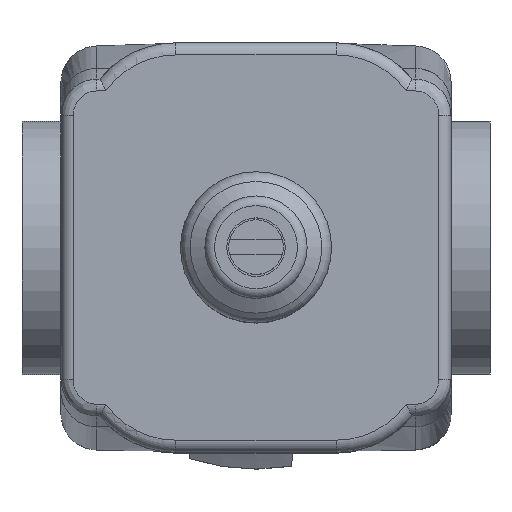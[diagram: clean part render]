
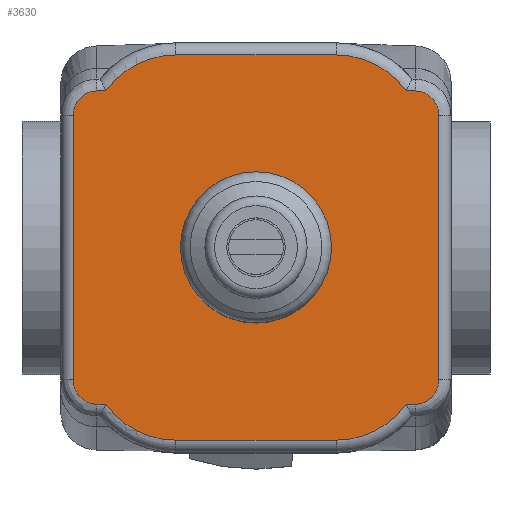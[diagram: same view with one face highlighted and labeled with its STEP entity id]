
A CAD part, top view. The second image highlights one B-rep face of the part: STEP entity #3630.
In plain terms, the highlighted planar face has unit normal (0, 0, 1).
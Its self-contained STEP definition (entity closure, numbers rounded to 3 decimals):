
#2587=CARTESIAN_POINT('',(8.25,19.75,27.5));
#2588=VERTEX_POINT('',#2587);
#2596=CARTESIAN_POINT('',(15.388,16.061,27.5));
#2597=VERTEX_POINT('',#2596);
#2598=CARTESIAN_POINT('',(8.25,11.,27.5));
#2599=DIRECTION('',(0.0,0.0,-1.));
#2600=DIRECTION('',(0.447,0.894,0.0));
#2601=AXIS2_PLACEMENT_3D('',#2598,#2599,#2600);
#2602=CIRCLE('',#2601,8.75);
#2603=EDGE_CURVE('',#2588,#2597,#2602,.T.);
#2637=CARTESIAN_POINT('',(16.35,16.061,27.5));
#2638=VERTEX_POINT('',#2637);
#2639=CARTESIAN_POINT('',(15.388,16.061,27.5));
#2640=DIRECTION('',(1.0,0.0,0.0));
#2641=VECTOR('',#2640,0.962);
#2642=LINE('',#2639,#2641);
#2643=EDGE_CURVE('',#2597,#2638,#2642,.T.);
#2671=CARTESIAN_POINT('',(-16.35,16.061,27.5));
#2672=VERTEX_POINT('',#2671);
#2680=CARTESIAN_POINT('',(-15.388,16.061,27.5));
#2681=VERTEX_POINT('',#2680);
#2682=CARTESIAN_POINT('',(-16.35,16.061,27.5));
#2683=DIRECTION('',(1.0,0.0,0.0));
#2684=VECTOR('',#2683,0.962);
#2685=LINE('',#2682,#2684);
#2686=EDGE_CURVE('',#2672,#2681,#2685,.T.);
#2719=CARTESIAN_POINT('',(-8.25,19.75,27.5));
#2720=VERTEX_POINT('',#2719);
#2721=CARTESIAN_POINT('',(-8.25,11.,27.5));
#2722=DIRECTION('',(0.0,0.0,-1.));
#2723=DIRECTION('',(-0.447,0.894,0.0));
#2724=AXIS2_PLACEMENT_3D('',#2721,#2722,#2723);
#2725=CIRCLE('',#2724,8.75);
#2726=EDGE_CURVE('',#2681,#2720,#2725,.T.);
#2762=CARTESIAN_POINT('',(-8.25,19.75,27.5));
#2763=DIRECTION('',(1.0,0.0,0.0));
#2764=VECTOR('',#2763,16.5);
#2765=LINE('',#2762,#2764);
#2766=EDGE_CURVE('',#2720,#2588,#2765,.T.);
#2779=CARTESIAN_POINT('',(7.75,0.0,27.5));
#2780=VERTEX_POINT('',#2779);
#2781=CARTESIAN_POINT('',(0.0,0.0,27.5));
#2782=DIRECTION('',(0.0,0.0,-1.0));
#2783=DIRECTION('',(1.0,0.0,0.0));
#2784=AXIS2_PLACEMENT_3D('',#2781,#2782,#2783);
#2785=CIRCLE('',#2784,7.75);
#2786=EDGE_CURVE('',#2780,#2780,#2785,.T.);
#2948=CARTESIAN_POINT('',(16.35,-16.061,27.5));
#2949=VERTEX_POINT('',#2948);
#2968=CARTESIAN_POINT('',(18.75,-13.562,27.5));
#2969=VERTEX_POINT('',#2968);
#2977=CARTESIAN_POINT('',(18.75,-13.562,27.5));
#2978=CARTESIAN_POINT('',(18.75,-14.109,27.5));
#2979=CARTESIAN_POINT('',(18.453,-15.024,27.5));
#2980=CARTESIAN_POINT('',(17.449,-15.882,27.5));
#2981=CARTESIAN_POINT('',(16.715,-16.061,27.5));
#2982=CARTESIAN_POINT('',(16.35,-16.061,27.5));
#2983=B_SPLINE_CURVE_WITH_KNOTS('',3,(#2977,#2978,#2979,#2980,#2981,#2982),.UNSPECIFIED.,.F.,.U.,(4,1,1,4),(0.0,0.164,0.274,0.383),.UNSPECIFIED.);
#2984=EDGE_CURVE('',#2969,#2949,#2983,.T.);
#3017=CARTESIAN_POINT('',(18.75,13.562,27.5));
#3018=VERTEX_POINT('',#3017);
#3035=CARTESIAN_POINT('',(16.35,16.061,27.5));
#3036=CARTESIAN_POINT('',(16.896,16.061,27.5));
#3037=CARTESIAN_POINT('',(18.18,15.577,27.5));
#3038=CARTESIAN_POINT('',(18.75,14.29,27.5));
#3039=CARTESIAN_POINT('',(18.75,13.562,27.5));
#3040=B_SPLINE_CURVE_WITH_KNOTS('',3,(#3035,#3036,#3037,#3038,#3039),.UNSPECIFIED.,.F.,.U.,(4,1,4),(0.0,0.164,0.382),.UNSPECIFIED.);
#3041=EDGE_CURVE('',#2638,#3018,#3040,.T.);
#3344=CARTESIAN_POINT('',(-18.75,13.562,27.5));
#3345=VERTEX_POINT('',#3344);
#3353=CARTESIAN_POINT('',(-18.75,13.562,27.5));
#3354=CARTESIAN_POINT('',(-18.75,14.109,27.5));
#3355=CARTESIAN_POINT('',(-18.453,15.024,27.5));
#3356=CARTESIAN_POINT('',(-17.449,15.882,27.5));
#3357=CARTESIAN_POINT('',(-16.715,16.061,27.5));
#3358=CARTESIAN_POINT('',(-16.35,16.061,27.5));
#3359=B_SPLINE_CURVE_WITH_KNOTS('',3,(#3353,#3354,#3355,#3356,#3357,#3358),.UNSPECIFIED.,.F.,.U.,(4,1,1,4),(0.0,0.164,0.274,0.383),.UNSPECIFIED.);
#3360=EDGE_CURVE('',#3345,#2672,#3359,.T.);
#3393=CARTESIAN_POINT('',(-18.75,-13.562,27.5));
#3394=VERTEX_POINT('',#3393);
#3412=CARTESIAN_POINT('',(-16.35,-16.061,27.5));
#3413=VERTEX_POINT('',#3412);
#3421=CARTESIAN_POINT('',(-16.35,-16.061,27.5));
#3422=CARTESIAN_POINT('',(-16.896,-16.061,27.5));
#3423=CARTESIAN_POINT('',(-18.18,-15.577,27.5));
#3424=CARTESIAN_POINT('',(-18.75,-14.29,27.5));
#3425=CARTESIAN_POINT('',(-18.75,-13.562,27.5));
#3426=B_SPLINE_CURVE_WITH_KNOTS('',3,(#3421,#3422,#3423,#3424,#3425),.UNSPECIFIED.,.F.,.U.,(4,1,4),(0.0,0.164,0.382),.UNSPECIFIED.);
#3427=EDGE_CURVE('',#3413,#3394,#3426,.T.);
#3531=CARTESIAN_POINT('',(-15.388,-16.061,27.5));
#3532=VERTEX_POINT('',#3531);
#3533=CARTESIAN_POINT('',(-15.388,-16.061,27.5));
#3534=DIRECTION('',(-1.0,0.0,0.0));
#3535=VECTOR('',#3534,0.962);
#3536=LINE('',#3533,#3535);
#3537=EDGE_CURVE('',#3532,#3413,#3536,.T.);
#3566=CARTESIAN_POINT('',(0.,0.,27.5));
#3567=DIRECTION('',(0.0,0.0,1.0));
#3568=DIRECTION('',(1.0,0.0,0.0));
#3569=AXIS2_PLACEMENT_3D('',#3566,#3567,#3568);
#3570=PLANE('',#3569);
#3571=ORIENTED_EDGE('',*,*,#2766,.F.);
#3572=ORIENTED_EDGE('',*,*,#2726,.F.);
#3573=ORIENTED_EDGE('',*,*,#2686,.F.);
#3574=ORIENTED_EDGE('',*,*,#3360,.F.);
#3575=CARTESIAN_POINT('',(-18.75,-13.562,27.5));
#3576=DIRECTION('',(0.0,1.0,0.0));
#3577=VECTOR('',#3576,27.124);
#3578=LINE('',#3575,#3577);
#3579=EDGE_CURVE('',#3394,#3345,#3578,.T.);
#3580=ORIENTED_EDGE('',*,*,#3579,.F.);
#3581=ORIENTED_EDGE('',*,*,#3427,.F.);
#3582=ORIENTED_EDGE('',*,*,#3537,.F.);
#3583=CARTESIAN_POINT('',(-8.25,-19.75,27.5));
#3584=VERTEX_POINT('',#3583);
#3585=CARTESIAN_POINT('',(-8.25,-11.,27.5));
#3586=DIRECTION('',(0.0,0.0,-1.));
#3587=DIRECTION('',(-0.447,-0.894,0.0));
#3588=AXIS2_PLACEMENT_3D('',#3585,#3586,#3587);
#3589=CIRCLE('',#3588,8.75);
#3590=EDGE_CURVE('',#3584,#3532,#3589,.T.);
#3591=ORIENTED_EDGE('',*,*,#3590,.F.);
#3592=CARTESIAN_POINT('',(8.25,-19.75,27.5));
#3593=VERTEX_POINT('',#3592);
#3594=CARTESIAN_POINT('',(8.25,-19.75,27.5));
#3595=DIRECTION('',(-1.0,0.0,0.0));
#3596=VECTOR('',#3595,16.5);
#3597=LINE('',#3594,#3596);
#3598=EDGE_CURVE('',#3593,#3584,#3597,.T.);
#3599=ORIENTED_EDGE('',*,*,#3598,.F.);
#3600=CARTESIAN_POINT('',(15.388,-16.061,27.5));
#3601=VERTEX_POINT('',#3600);
#3602=CARTESIAN_POINT('',(8.25,-11.,27.5));
#3603=DIRECTION('',(0.0,0.0,-1.));
#3604=DIRECTION('',(0.447,-0.894,0.0));
#3605=AXIS2_PLACEMENT_3D('',#3602,#3603,#3604);
#3606=CIRCLE('',#3605,8.75);
#3607=EDGE_CURVE('',#3601,#3593,#3606,.T.);
#3608=ORIENTED_EDGE('',*,*,#3607,.F.);
#3609=CARTESIAN_POINT('',(16.35,-16.061,27.5));
#3610=DIRECTION('',(-1.0,0.0,0.0));
#3611=VECTOR('',#3610,0.962);
#3612=LINE('',#3609,#3611);
#3613=EDGE_CURVE('',#2949,#3601,#3612,.T.);
#3614=ORIENTED_EDGE('',*,*,#3613,.F.);
#3615=ORIENTED_EDGE('',*,*,#2984,.F.);
#3616=CARTESIAN_POINT('',(18.75,13.562,27.5));
#3617=DIRECTION('',(0.0,-1.0,0.0));
#3618=VECTOR('',#3617,27.124);
#3619=LINE('',#3616,#3618);
#3620=EDGE_CURVE('',#3018,#2969,#3619,.T.);
#3621=ORIENTED_EDGE('',*,*,#3620,.F.);
#3622=ORIENTED_EDGE('',*,*,#3041,.F.);
#3623=ORIENTED_EDGE('',*,*,#2643,.F.);
#3624=ORIENTED_EDGE('',*,*,#2603,.F.);
#3625=EDGE_LOOP('',(#3571,#3572,#3573,#3574,#3580,#3581,#3582,#3591,#3599,#3608,#3614,#3615,#3621,#3622,#3623,#3624));
#3626=FACE_OUTER_BOUND('',#3625,.T.);
#3627=ORIENTED_EDGE('',*,*,#2786,.T.);
#3628=EDGE_LOOP('',(#3627));
#3629=FACE_BOUND('',#3628,.T.);
#3630=ADVANCED_FACE('',(#3626,#3629),#3570,.T.);
